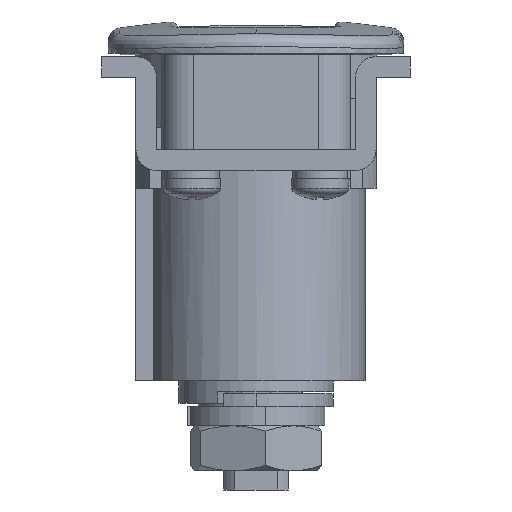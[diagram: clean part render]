
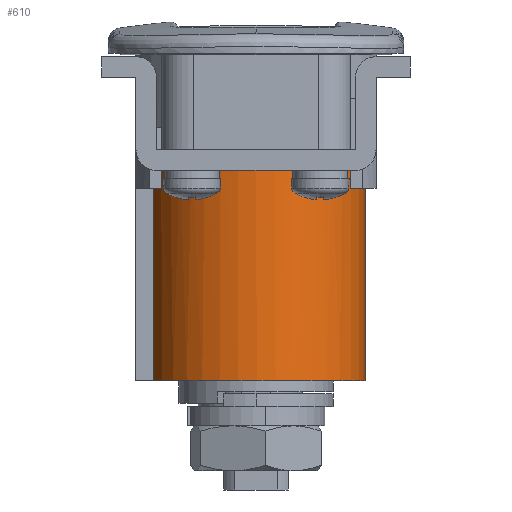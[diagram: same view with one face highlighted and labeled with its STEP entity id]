
A CAD part, front view. The second image highlights one B-rep face of the part: STEP entity #610.
In plain terms, the highlighted cylindrical face has radius 17 mm (diameter 34 mm), a partial arc.
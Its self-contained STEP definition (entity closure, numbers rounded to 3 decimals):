
#140 = DIRECTION ( 'NONE',  ( 0., 0., 1. ) ) ;
#280 = VECTOR ( 'NONE', #4971, 1000. ) ;
#610 = ADVANCED_FACE ( 'NONE', ( #17444 ), #16127, .T. ) ;
#695 = CARTESIAN_POINT ( 'NONE',  ( 0., 0., -26.5 ) ) ;
#835 = ORIENTED_EDGE ( 'NONE', *, *, #12142, .T. ) ;
#1037 = CARTESIAN_POINT ( 'NONE',  ( -14.75, -8.452, -20.5 ) ) ;
#1046 = DIRECTION ( 'NONE',  ( 0., 0., 1. ) ) ;
#1218 = ORIENTED_EDGE ( 'NONE', *, *, #5598, .F. ) ;
#1726 = ORIENTED_EDGE ( 'NONE', *, *, #9271, .F. ) ;
#1951 = CARTESIAN_POINT ( 'NONE',  ( 17., 0., -26.5 ) ) ;
#1967 = AXIS2_PLACEMENT_3D ( 'NONE', #7687, #17426, #11882 ) ;
#2197 = CARTESIAN_POINT ( 'NONE',  ( 17., 0., -56.5 ) ) ;
#2223 = VERTEX_POINT ( 'NONE', #13469 ) ;
#2279 = VECTOR ( 'NONE', #3192, 1000. ) ;
#2372 = ORIENTED_EDGE ( 'NONE', *, *, #8218, .T. ) ;
#2392 = VERTEX_POINT ( 'NONE', #16674 ) ;
#3009 = VECTOR ( 'NONE', #7620, 1000. ) ;
#3088 = LINE ( 'NONE', #10787, #280 ) ;
#3192 = DIRECTION ( 'NONE',  ( 0., 0., 1. ) ) ;
#3338 = VERTEX_POINT ( 'NONE', #13135 ) ;
#4133 = CARTESIAN_POINT ( 'NONE',  ( -15.906, -6., -56.5 ) ) ;
#4157 = CIRCLE ( 'NONE', #1967, 17. ) ;
#4243 = ORIENTED_EDGE ( 'NONE', *, *, #6008, .F. ) ;
#4295 = CIRCLE ( 'NONE', #15787, 17. ) ;
#4419 = AXIS2_PLACEMENT_3D ( 'NONE', #12246, #1046, #6570 ) ;
#4550 = CARTESIAN_POINT ( 'NONE',  ( 8., -15., -13. ) ) ;
#4564 = VECTOR ( 'NONE', #16909, 1000. ) ;
#4580 = EDGE_CURVE ( 'NONE', #13622, #2223, #12506, .T. ) ;
#4708 = CARTESIAN_POINT ( 'NONE',  ( 0., 0., -13. ) ) ;
#4871 = DIRECTION ( 'NONE',  ( 1., 0., 0. ) ) ;
#4971 = DIRECTION ( 'NONE',  ( 0., 0., 1. ) ) ;
#5126 = ORIENTED_EDGE ( 'NONE', *, *, #16436, .T. ) ;
#5312 = CARTESIAN_POINT ( 'NONE',  ( 14.75, -8.452, -26.5 ) ) ;
#5444 = LINE ( 'NONE', #16965, #8498 ) ;
#5598 = EDGE_CURVE ( 'NONE', #13362, #6025, #11152, .T. ) ;
#5876 = CARTESIAN_POINT ( 'NONE',  ( -15.906, -6., -68.832 ) ) ;
#6008 = EDGE_CURVE ( 'NONE', #16218, #16522, #16106, .T. ) ;
#6025 = VERTEX_POINT ( 'NONE', #1951 ) ;
#6140 = CIRCLE ( 'NONE', #13628, 17. ) ;
#6160 = VERTEX_POINT ( 'NONE', #2197 ) ;
#6570 = DIRECTION ( 'NONE',  ( -1., 0., 0. ) ) ;
#6678 = CARTESIAN_POINT ( 'NONE',  ( 8., -15., -13. ) ) ;
#7117 = DIRECTION ( 'NONE',  ( 0., 0., 1. ) ) ;
#7248 = EDGE_CURVE ( 'NONE', #3338, #16218, #4295, .T. ) ;
#7620 = DIRECTION ( 'NONE',  ( 0., 0., -1. ) ) ;
#7687 = CARTESIAN_POINT ( 'NONE',  ( 0., 0., -20.5 ) ) ;
#7834 = CARTESIAN_POINT ( 'NONE',  ( 0., 0., -20.5 ) ) ;
#8218 = EDGE_CURVE ( 'NONE', #13622, #6160, #10863, .T. ) ;
#8498 = VECTOR ( 'NONE', #11262, 1000. ) ;
#8676 = CARTESIAN_POINT ( 'NONE',  ( -8., -15., -20.5 ) ) ;
#8936 = LINE ( 'NONE', #12856, #11736 ) ;
#9271 = EDGE_CURVE ( 'NONE', #16522, #2392, #10186, .T. ) ;
#9308 = DIRECTION ( 'NONE',  ( -1., 0., 0. ) ) ;
#10186 = CIRCLE ( 'NONE', #17068, 17. ) ;
#10589 = DIRECTION ( 'NONE',  ( 1., 0., 0. ) ) ;
#10693 = LINE ( 'NONE', #14112, #4564 ) ;
#10787 = CARTESIAN_POINT ( 'NONE',  ( 14.75, -8.452, -26.5 ) ) ;
#10809 = ORIENTED_EDGE ( 'NONE', *, *, #17298, .F. ) ;
#10863 = CIRCLE ( 'NONE', #13458, 17. ) ;
#10919 = ORIENTED_EDGE ( 'NONE', *, *, #7248, .F. ) ;
#11152 = CIRCLE ( 'NONE', #4419, 17. ) ;
#11153 = VERTEX_POINT ( 'NONE', #8676 ) ;
#11262 = DIRECTION ( 'NONE',  ( 0., 0., 1. ) ) ;
#11447 = CARTESIAN_POINT ( 'NONE',  ( 8., -15., -20.5 ) ) ;
#11736 = VECTOR ( 'NONE', #7117, 1000. ) ;
#11882 = DIRECTION ( 'NONE',  ( -1., 0., 0. ) ) ;
#12142 = EDGE_CURVE ( 'NONE', #13362, #2392, #3088, .T. ) ;
#12246 = CARTESIAN_POINT ( 'NONE',  ( 0., 0., -26.5 ) ) ;
#12390 = ORIENTED_EDGE ( 'NONE', *, *, #12605, .F. ) ;
#12506 = LINE ( 'NONE', #5876, #2279 ) ;
#12605 = EDGE_CURVE ( 'NONE', #2223, #13333, #6140, .T. ) ;
#12856 = CARTESIAN_POINT ( 'NONE',  ( -14.75, -8.452, -26.5 ) ) ;
#13135 = CARTESIAN_POINT ( 'NONE',  ( -8., -15., -13. ) ) ;
#13323 = ORIENTED_EDGE ( 'NONE', *, *, #4580, .F. ) ;
#13333 = VERTEX_POINT ( 'NONE', #15059 ) ;
#13362 = VERTEX_POINT ( 'NONE', #5312 ) ;
#13458 = AXIS2_PLACEMENT_3D ( 'NONE', #16779, #140, #15220 ) ;
#13469 = CARTESIAN_POINT ( 'NONE',  ( -15.906, -6., -26.5 ) ) ;
#13622 = VERTEX_POINT ( 'NONE', #4133 ) ;
#13628 = AXIS2_PLACEMENT_3D ( 'NONE', #695, #16051, #10589 ) ;
#14112 = CARTESIAN_POINT ( 'NONE',  ( -8., -15., -13. ) ) ;
#14480 = DIRECTION ( 'NONE',  ( -1., 0., 0. ) ) ;
#14509 = ORIENTED_EDGE ( 'NONE', *, *, #16460, .T. ) ;
#14771 = AXIS2_PLACEMENT_3D ( 'NONE', #15837, #15891, #4871 ) ;
#15009 = DIRECTION ( 'NONE',  ( 0., 0., 1. ) ) ;
#15059 = CARTESIAN_POINT ( 'NONE',  ( -14.75, -8.452, -26.5 ) ) ;
#15220 = DIRECTION ( 'NONE',  ( 1., 0., 0. ) ) ;
#15290 = EDGE_CURVE ( 'NONE', #16097, #11153, #4157, .T. ) ;
#15315 = EDGE_LOOP ( 'NONE', ( #2372, #14509, #1218, #835, #1726, #4243, #10919, #5126, #17707, #10809, #12390, #13323 ) ) ;
#15787 = AXIS2_PLACEMENT_3D ( 'NONE', #4708, #17186, #14480 ) ;
#15837 = CARTESIAN_POINT ( 'NONE',  ( 0., 0., 7.1 ) ) ;
#15891 = DIRECTION ( 'NONE',  ( 0., 0., 1. ) ) ;
#16051 = DIRECTION ( 'NONE',  ( 0., 0., 1. ) ) ;
#16097 = VERTEX_POINT ( 'NONE', #1037 ) ;
#16106 = LINE ( 'NONE', #4550, #3009 ) ;
#16127 = CYLINDRICAL_SURFACE ( 'NONE', #14771, 17. ) ;
#16218 = VERTEX_POINT ( 'NONE', #6678 ) ;
#16436 = EDGE_CURVE ( 'NONE', #3338, #11153, #10693, .T. ) ;
#16460 = EDGE_CURVE ( 'NONE', #6160, #6025, #5444, .T. ) ;
#16522 = VERTEX_POINT ( 'NONE', #11447 ) ;
#16674 = CARTESIAN_POINT ( 'NONE',  ( 14.75, -8.452, -20.5 ) ) ;
#16779 = CARTESIAN_POINT ( 'NONE',  ( 0., 0., -56.5 ) ) ;
#16909 = DIRECTION ( 'NONE',  ( 0., 0., -1. ) ) ;
#16965 = CARTESIAN_POINT ( 'NONE',  ( 17., 0., 7.1 ) ) ;
#17068 = AXIS2_PLACEMENT_3D ( 'NONE', #7834, #15009, #9308 ) ;
#17186 = DIRECTION ( 'NONE',  ( 0., 0., 1. ) ) ;
#17298 = EDGE_CURVE ( 'NONE', #13333, #16097, #8936, .T. ) ;
#17426 = DIRECTION ( 'NONE',  ( 0., 0., 1. ) ) ;
#17444 = FACE_OUTER_BOUND ( 'NONE', #15315, .T. ) ;
#17707 = ORIENTED_EDGE ( 'NONE', *, *, #15290, .F. ) ;
